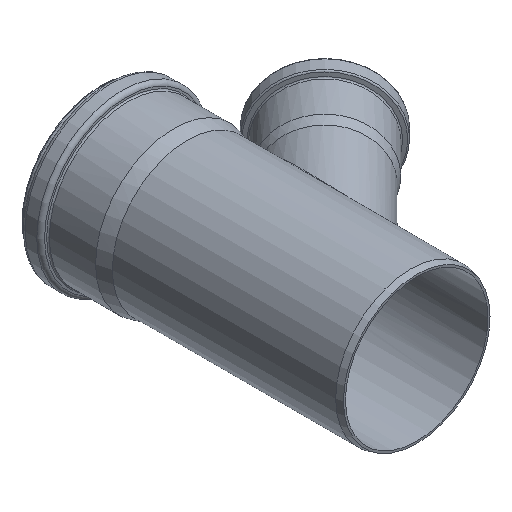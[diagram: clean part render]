
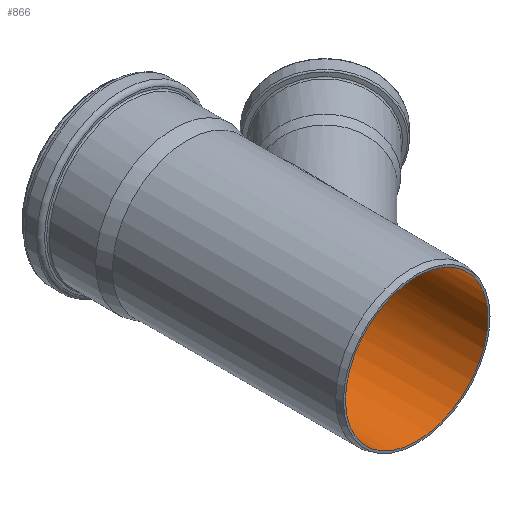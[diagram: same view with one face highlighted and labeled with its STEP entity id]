
A CAD part, isometric view. The second image highlights one B-rep face of the part: STEP entity #866.
In plain terms, the highlighted cylindrical face has radius 52.3 mm (diameter 104.6 mm), a full revolution.
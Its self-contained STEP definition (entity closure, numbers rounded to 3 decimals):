
#58=FACE_BOUND('',#262,.T.);
#114=CIRCLE('',#939,52.3);
#115=CIRCLE('',#940,52.3);
#190=FACE_OUTER_BOUND('',#261,.T.);
#261=EDGE_LOOP('',(#721,#722));
#262=EDGE_LOOP('',(#723));
#414=B_SPLINE_CURVE_WITH_KNOTS('',3,(#2183,#2184,#2185,#2186,#2187,#2188,
#2189,#2190,#2191,#2192,#2193,#2194,#2195,#2196,#2197,#2198,#2199,#2200,
#2201,#2202,#2203,#2204,#2205,#2206,#2207,#2208,#2209,#2210,#2211,#2212,
#2213,#2214,#2215,#2216,#2217,#2218,#2219,#2220,#2221,#2222,#2223,#2224,
#2225,#2226,#2227,#2228,#2229,#2230,#2231,#2232,#2233,#2234,#2235,#2236,
#2237,#2238,#2239,#2240,#2241),.UNSPECIFIED.,.F.,.F.,(4,2,2,2,2,2,2,2,2,
2,2,2,2,2,2,2,2,2,2,2,2,2,3,2,2,2,2,2,4),(-18.42,-18.043,
-16.697,-15.422,-14.146,-12.871,
-11.596,-10.815,-10.035,-9.255,
-8.475,-7.806,-7.137,-6.467,
-5.798,-5.128,-4.459,-3.79,
-3.12,-2.34,-1.56,-0.78,
0.,1.275,2.551,3.826,5.102,
6.447,6.824),.UNSPECIFIED.);
#457=VERTEX_POINT('',#2181);
#458=VERTEX_POINT('',#2182);
#459=VERTEX_POINT('',#2243);
#562=EDGE_CURVE('',#457,#458,#414,.T.);
#563=EDGE_CURVE('',#458,#457,#114,.T.);
#564=EDGE_CURVE('',#459,#459,#115,.T.);
#721=ORIENTED_EDGE('',*,*,#562,.T.);
#722=ORIENTED_EDGE('',*,*,#563,.T.);
#723=ORIENTED_EDGE('',*,*,#564,.F.);
#834=CYLINDRICAL_SURFACE('',#938,52.3);
#866=ADVANCED_FACE('',(#190,#58),#834,.F.);
#938=AXIS2_PLACEMENT_3D('',#2180,#1086,#1087);
#939=AXIS2_PLACEMENT_3D('',#2242,#1088,#1089);
#940=AXIS2_PLACEMENT_3D('',#2244,#1090,#1091);
#1086=DIRECTION('center_axis',(0.,1.,0.));
#1087=DIRECTION('ref_axis',(-1.,0.,0.));
#1088=DIRECTION('center_axis',(0.,1.,0.));
#1089=DIRECTION('ref_axis',(1.,0.,0.));
#1090=DIRECTION('center_axis',(0.,1.,0.));
#1091=DIRECTION('ref_axis',(1.,0.,0.));
#2180=CARTESIAN_POINT('Origin',(0.,83.789,
0.));
#2181=CARTESIAN_POINT('',(51.503,167.577,9.097));
#2182=CARTESIAN_POINT('',(51.503,167.577,-9.097));
#2183=CARTESIAN_POINT('Ctrl Pts',(51.503,167.577,9.097));
#2184=CARTESIAN_POINT('Ctrl Pts',(51.31,166.977,10.188));
#2185=CARTESIAN_POINT('Ctrl Pts',(51.089,166.284,11.239));
#2186=CARTESIAN_POINT('Ctrl Pts',(49.977,162.781,15.854));
#2187=CARTESIAN_POINT('Ctrl Pts',(48.833,159.1,18.911));
#2188=CARTESIAN_POINT('Ctrl Pts',(46.736,152.037,23.607));
#2189=CARTESIAN_POINT('Ctrl Pts',(45.654,148.253,25.596));
#2190=CARTESIAN_POINT('Ctrl Pts',(43.531,140.264,29.059));
#2191=CARTESIAN_POINT('Ctrl Pts',(42.491,136.059,30.531));
#2192=CARTESIAN_POINT('Ctrl Pts',(40.641,127.462,32.953));
#2193=CARTESIAN_POINT('Ctrl Pts',(39.832,123.073,33.904));
#2194=CARTESIAN_POINT('Ctrl Pts',(38.667,114.325,35.226));
#2195=CARTESIAN_POINT('Ctrl Pts',(38.314,109.965,35.6));
#2196=CARTESIAN_POINT('Ctrl Pts',(38.314,103.113,35.6));
#2197=CARTESIAN_POINT('Ctrl Pts',(38.449,100.402,35.457));
#2198=CARTESIAN_POINT('Ctrl Pts',(39.105,95.046,34.733));
#2199=CARTESIAN_POINT('Ctrl Pts',(39.627,92.401,34.15));
#2200=CARTESIAN_POINT('Ctrl Pts',(41.033,87.44,32.447));
#2201=CARTESIAN_POINT('Ctrl Pts',(41.919,85.114,31.321));
#2202=CARTESIAN_POINT('Ctrl Pts',(43.855,80.954,28.546));
#2203=CARTESIAN_POINT('Ctrl Pts',(44.902,79.119,26.896));
#2204=CARTESIAN_POINT('Ctrl Pts',(46.753,76.216,23.507));
#2205=CARTESIAN_POINT('Ctrl Pts',(47.616,75.007,21.735));
#2206=CARTESIAN_POINT('Ctrl Pts',(49.197,72.929,17.869));
#2207=CARTESIAN_POINT('Ctrl Pts',(49.915,72.059,15.776));
#2208=CARTESIAN_POINT('Ctrl Pts',(51.091,70.682,11.406));
#2209=CARTESIAN_POINT('Ctrl Pts',(51.55,70.174,9.126));
#2210=CARTESIAN_POINT('Ctrl Pts',(52.154,69.51,4.538));
#2211=CARTESIAN_POINT('Ctrl Pts',(52.3,69.354,2.231));
#2212=CARTESIAN_POINT('Ctrl Pts',(52.3,69.354,-2.231));
#2213=CARTESIAN_POINT('Ctrl Pts',(52.154,69.51,-4.538));
#2214=CARTESIAN_POINT('Ctrl Pts',(51.55,70.174,-9.126));
#2215=CARTESIAN_POINT('Ctrl Pts',(51.091,70.682,-11.406));
#2216=CARTESIAN_POINT('Ctrl Pts',(49.915,72.059,-15.776));
#2217=CARTESIAN_POINT('Ctrl Pts',(49.197,72.929,-17.869));
#2218=CARTESIAN_POINT('Ctrl Pts',(47.616,75.007,-21.735));
#2219=CARTESIAN_POINT('Ctrl Pts',(46.753,76.216,-23.507));
#2220=CARTESIAN_POINT('Ctrl Pts',(44.902,79.119,-26.896));
#2221=CARTESIAN_POINT('Ctrl Pts',(43.855,80.954,-28.546));
#2222=CARTESIAN_POINT('Ctrl Pts',(41.919,85.114,-31.321));
#2223=CARTESIAN_POINT('Ctrl Pts',(41.033,87.44,-32.447));
#2224=CARTESIAN_POINT('Ctrl Pts',(39.627,92.401,-34.15));
#2225=CARTESIAN_POINT('Ctrl Pts',(39.105,95.046,-34.733));
#2226=CARTESIAN_POINT('Ctrl Pts',(38.449,100.402,-35.457));
#2227=CARTESIAN_POINT('Ctrl Pts',(38.314,103.113,-35.6));
#2228=CARTESIAN_POINT('Ctrl Pts',(38.314,105.714,-35.6));
#2229=CARTESIAN_POINT('Ctrl Pts',(38.314,109.965,-35.6));
#2230=CARTESIAN_POINT('Ctrl Pts',(38.667,114.325,-35.226));
#2231=CARTESIAN_POINT('Ctrl Pts',(39.832,123.073,-33.904));
#2232=CARTESIAN_POINT('Ctrl Pts',(40.641,127.462,-32.953));
#2233=CARTESIAN_POINT('Ctrl Pts',(42.491,136.059,-30.531));
#2234=CARTESIAN_POINT('Ctrl Pts',(43.531,140.264,-29.059));
#2235=CARTESIAN_POINT('Ctrl Pts',(45.654,148.253,-25.596));
#2236=CARTESIAN_POINT('Ctrl Pts',(46.736,152.037,-23.607));
#2237=CARTESIAN_POINT('Ctrl Pts',(48.833,159.1,-18.911));
#2238=CARTESIAN_POINT('Ctrl Pts',(49.977,162.781,-15.854));
#2239=CARTESIAN_POINT('Ctrl Pts',(51.089,166.284,-11.239));
#2240=CARTESIAN_POINT('Ctrl Pts',(51.31,166.977,-10.188));
#2241=CARTESIAN_POINT('Ctrl Pts',(51.503,167.577,-9.097));
#2242=CARTESIAN_POINT('Origin',(0.,167.577,0.));
#2243=CARTESIAN_POINT('',(-52.3,0.,0.));
#2244=CARTESIAN_POINT('Origin',(0.,0.,0.));
